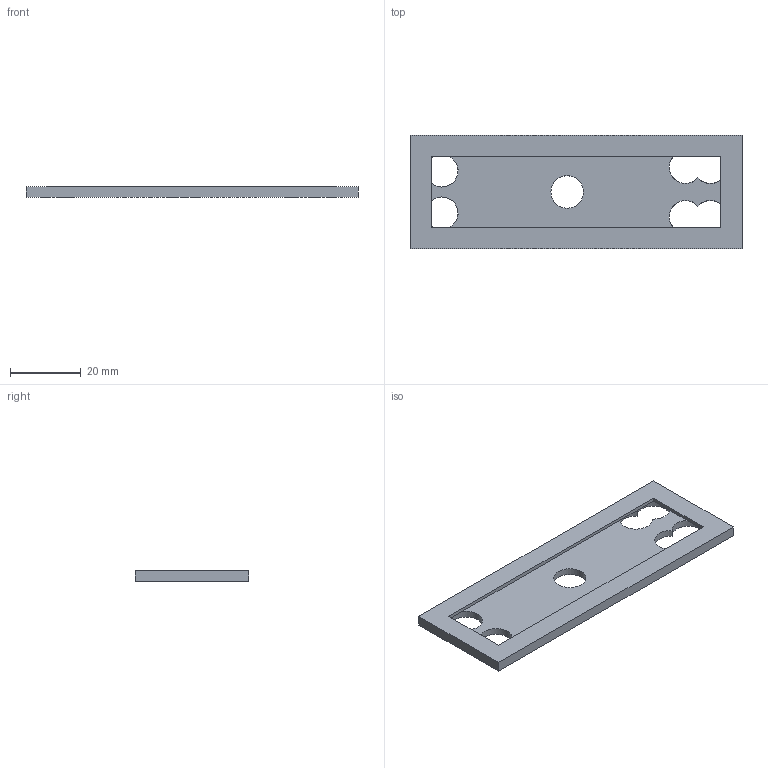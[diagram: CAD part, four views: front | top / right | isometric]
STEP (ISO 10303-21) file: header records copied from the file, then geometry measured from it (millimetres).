
FILE_DESCRIPTION(/* description */ (''),/* implementation_level */ '2;1');
FILE_NAME(/* name */ 'Hole_punching_jig.step',/* time_stamp */ '2024-10-02T00:44:34+02:00',/* author */ (''),/* organization */ (''),/* preprocessor_version */ 'ST-DEVELOPER v20',/* originating_system */ 'Autodesk Translation Framework v13.14.0.145',/* authorisation */ '');
FILE_SCHEMA (('AUTOMOTIVE_DESIGN { 1 0 10303 214 3 1 1 }'));
Length unit declared in the file: millimetre
Products named in the file (1): Hole punching jig
Bounding box: 94 x 32 x 3 mm (x, y, z)
Volume: 6489.3 mm3; surface area: 6564.7 mm2
Topology: 1 solids, 1 shells, 30 faces, 77 edges, 46 vertices
Faces by surface type: plane 23, cylinder 7
Full cylindrical faces by diameter (mm): 9.2 x3
Entity records: 956 total; most frequent: DIRECTION 169, ORIENTED_EDGE 154, CARTESIAN_POINT 154, EDGE_CURVE 77, AXIS2_PLACEMENT_3D 61, LINE 47, VECTOR 47, VERTEX_POINT 46
